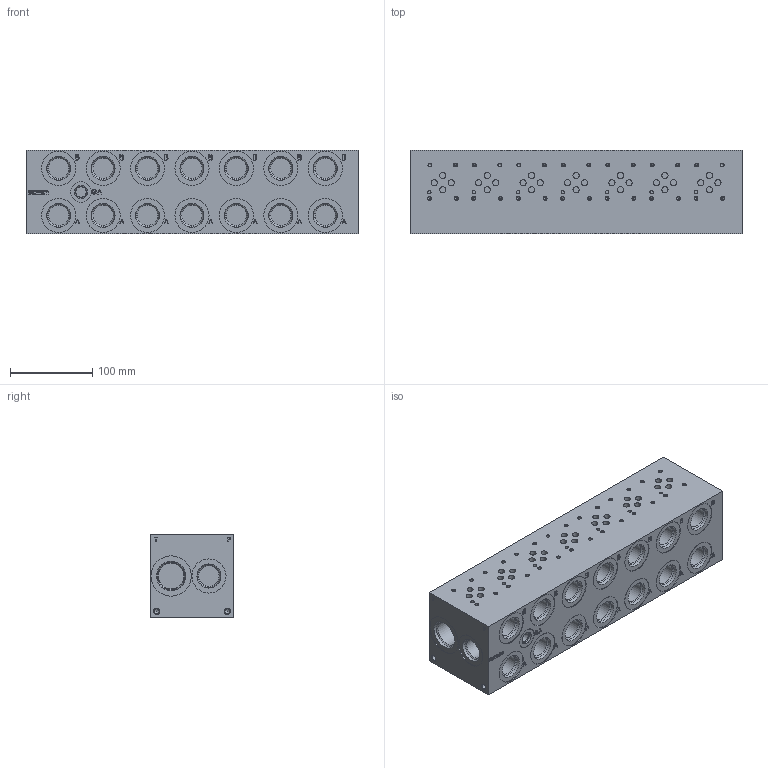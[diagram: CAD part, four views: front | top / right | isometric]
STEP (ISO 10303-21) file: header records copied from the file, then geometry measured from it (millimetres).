
FILE_DESCRIPTION( ( 'STEP AP214' ), ' ' );
FILE_NAME( 'AD03HP072S.stp', '2018-04-21T01:36:51', ( '' ), ( '' ), ' ', 'PARTsolutions', ' ' );
FILE_SCHEMA( ( 'AUTOMOTIVE_DESIGN { 1 0 10303 214 1 1 1 1 }' ) );
Length unit declared in the file: inch
Products named in the file (1): _AD03HP072S
Bounding box: 403.23 x 101.6 x 101.6 mm (x, y, z)
Volume: 3900897 mm3; surface area: 230972.1 mm2
Topology: 1 solids, 1 shells, 675 faces, 1544 edges, 996 vertices
Faces by surface type: plane 393, cylinder 180, cone 102
Full cylindrical faces by diameter (mm): 3.68 x28, 4.013 x7, 6.411 x4, 7.493 x28, 12.761 x1, 24.696 x16, 25.019 x1, 31.046 x2, 41.453 x16, 48.971 x2
Entity records: 23091 total; most frequent: DIRECTION 3085, CARTESIAN_POINT 2973, ORIENTED_EDGE 2606, EDGE_CURVE 1303, AXIS2_PLACEMENT_3D 1106, EDGE_LOOP 1007, VERTEX_POINT 994, LINE 873
